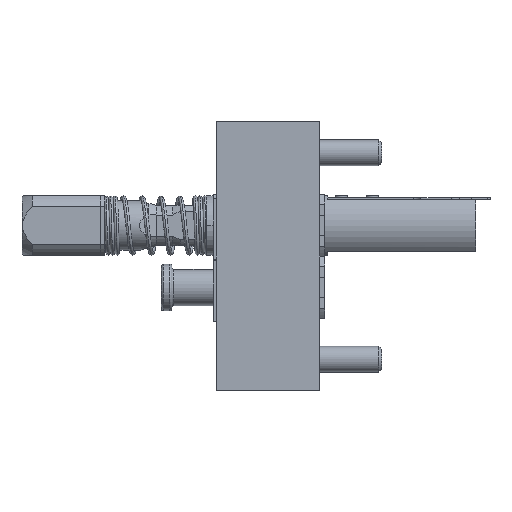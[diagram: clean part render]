
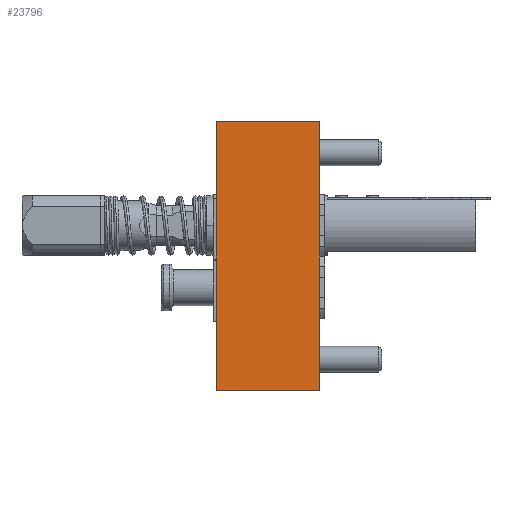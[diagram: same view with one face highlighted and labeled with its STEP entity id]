
A CAD part, left-side view. The second image highlights one B-rep face of the part: STEP entity #23796.
In plain terms, the highlighted planar face has unit normal (-1, 0, 0).
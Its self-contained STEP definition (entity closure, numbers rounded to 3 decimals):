
#249 = LINE ( 'NONE', #21347, #7414 ) ;
#684 = EDGE_CURVE ( 'NONE', #28741, #2947, #249, .T. ) ;
#2709 = CARTESIAN_POINT ( 'NONE',  ( -10., 10., 13. ) ) ;
#2947 = VERTEX_POINT ( 'NONE', #16104 ) ;
#4882 = DIRECTION ( 'NONE',  ( 0., 0., 1. ) ) ;
#6425 = DIRECTION ( 'NONE',  ( 0., 0., -1. ) ) ;
#6821 = VECTOR ( 'NONE', #4882, 1000. ) ;
#6969 = CARTESIAN_POINT ( 'NONE',  ( -10., 0., 13. ) ) ;
#7414 = VECTOR ( 'NONE', #18879, 1000. ) ;
#7486 = EDGE_CURVE ( 'NONE', #18235, #2947, #7502, .T. ) ;
#7502 = LINE ( 'NONE', #6969, #25718 ) ;
#7657 = DIRECTION ( 'NONE',  ( 0., 0., 1. ) ) ;
#8027 = PLANE ( 'NONE',  #30729 ) ;
#9382 = CARTESIAN_POINT ( 'NONE',  ( -10., 10., 13. ) ) ;
#10856 = EDGE_LOOP ( 'NONE', ( #17710, #20085, #29379, #19807 ) ) ;
#11035 = CARTESIAN_POINT ( 'NONE',  ( -10., 0., -13. ) ) ;
#12806 = VERTEX_POINT ( 'NONE', #18678 ) ;
#16104 = CARTESIAN_POINT ( 'NONE',  ( -10., 0., 13. ) ) ;
#17710 = ORIENTED_EDGE ( 'NONE', *, *, #7486, .T. ) ;
#18235 = VERTEX_POINT ( 'NONE', #11035 ) ;
#18678 = CARTESIAN_POINT ( 'NONE',  ( -10., 10., -13. ) ) ;
#18683 = EDGE_CURVE ( 'NONE', #12806, #18235, #19169, .T. ) ;
#18879 = DIRECTION ( 'NONE',  ( 0., -1., 0. ) ) ;
#19169 = LINE ( 'NONE', #26831, #31705 ) ;
#19807 = ORIENTED_EDGE ( 'NONE', *, *, #18683, .T. ) ;
#19836 = DIRECTION ( 'NONE',  ( 1., 0., 0. ) ) ;
#20085 = ORIENTED_EDGE ( 'NONE', *, *, #684, .F. ) ;
#21347 = CARTESIAN_POINT ( 'NONE',  ( -10., 10., 13. ) ) ;
#23058 = EDGE_CURVE ( 'NONE', #12806, #28741, #31398, .T. ) ;
#23193 = CARTESIAN_POINT ( 'NONE',  ( -10., 10., 13. ) ) ;
#23796 = ADVANCED_FACE ( 'Defeature ausgef�hrt2_152', ( #31900 ), #8027, .F. ) ;
#25718 = VECTOR ( 'NONE', #7657, 1000. ) ;
#26831 = CARTESIAN_POINT ( 'NONE',  ( -10., 10., -13. ) ) ;
#28741 = VERTEX_POINT ( 'NONE', #2709 ) ;
#29379 = ORIENTED_EDGE ( 'NONE', *, *, #23058, .F. ) ;
#30729 = AXIS2_PLACEMENT_3D ( 'NONE', #9382, #19836, #6425 ) ;
#31398 = LINE ( 'NONE', #23193, #6821 ) ;
#31705 = VECTOR ( 'NONE', #34342, 1000. ) ;
#31900 = FACE_OUTER_BOUND ( 'NONE', #10856, .T. ) ;
#34342 = DIRECTION ( 'NONE',  ( 0., -1., 0. ) ) ;
